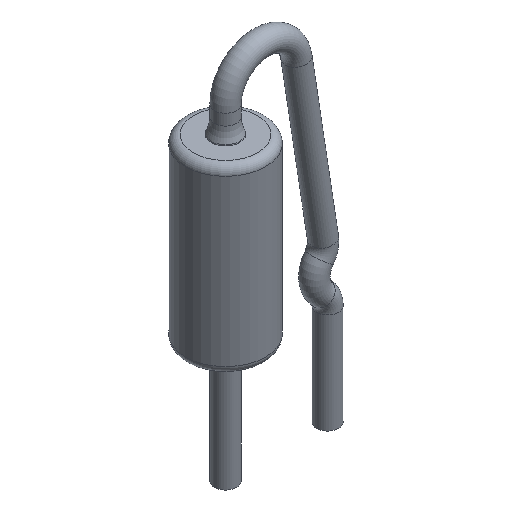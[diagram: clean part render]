
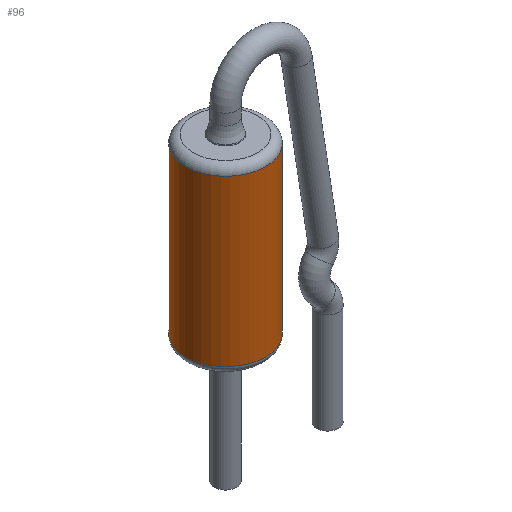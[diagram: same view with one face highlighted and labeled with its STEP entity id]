
A CAD part, isometric view. The second image highlights one B-rep face of the part: STEP entity #96.
In plain terms, the highlighted cylindrical face has radius 1 mm (diameter 2 mm), a full revolution.
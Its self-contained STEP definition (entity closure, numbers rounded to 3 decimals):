
#96=ADVANCED_FACE('',(#283,#285),#287,.T.);
#283=FACE_OUTER_BOUND('',#284,.T.);
#284=EDGE_LOOP('',(#447));
#285=FACE_OUTER_BOUND('',#286,.T.);
#286=EDGE_LOOP('',(#448));
#287=CYLINDRICAL_SURFACE('',#288,1.);
#288=AXIS2_PLACEMENT_3D('',#289,#290,#291);
#289=CARTESIAN_POINT('',(0.,0.,0.67));
#290=DIRECTION('',(0.,-0.,1.));
#291=DIRECTION('',(1.,0.,0.));
#447=ORIENTED_EDGE('',*,*,#483,.F.);
#448=ORIENTED_EDGE('',*,*,#484,.T.);
#483=EDGE_CURVE('',#503,#503,#504,.T.);
#484=EDGE_CURVE('',#505,#505,#506,.T.);
#503=VERTEX_POINT('',#544);
#504=CIRCLE('',#545,1.);
#505=VERTEX_POINT('',#549);
#506=CIRCLE('',#550,1.);
#544=CARTESIAN_POINT('',(1.,0.,4.77));
#545=AXIS2_PLACEMENT_3D('',#546,#547,#548);
#546=CARTESIAN_POINT('',(0.,0.,4.77));
#547=DIRECTION('',(0.,-0.,1.));
#548=DIRECTION('',(1.,0.,0.));
#549=CARTESIAN_POINT('',(1.,0.,0.67));
#550=AXIS2_PLACEMENT_3D('',#551,#552,#553);
#551=CARTESIAN_POINT('',(0.,0.,0.67));
#552=DIRECTION('',(0.,-0.,1.));
#553=DIRECTION('',(1.,0.,0.));
